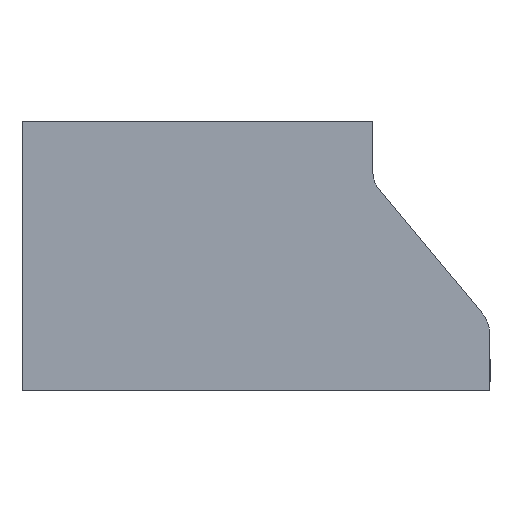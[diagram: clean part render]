
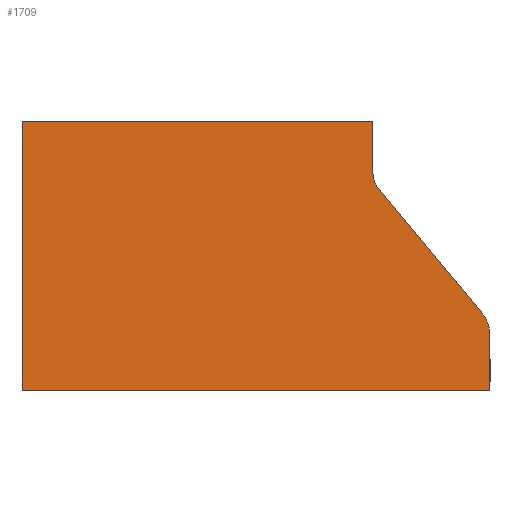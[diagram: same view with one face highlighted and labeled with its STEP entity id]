
A CAD part, front view. The second image highlights one B-rep face of the part: STEP entity #1709.
In plain terms, the highlighted planar face has unit normal (0, -1, 0).
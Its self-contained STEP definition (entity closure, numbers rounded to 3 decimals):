
#43 = AXIS2_PLACEMENT_3D ( 'NONE', #171, #164, #162 ) ;
#162 = DIRECTION ( 'NONE',  ( 0., 0., 1. ) ) ;
#164 = DIRECTION ( 'NONE',  ( 0., 1., 0. ) ) ;
#166 = PLANE ( 'NONE',  #43 ) ;
#171 = CARTESIAN_POINT ( 'NONE',  ( -170., 0., -44.501 ) ) ;
#176 = CARTESIAN_POINT ( 'NONE',  ( 550., 0., -182.603 ) ) ;
#205 = DIRECTION ( 'NONE',  ( 0., 0., 1. ) ) ;
#220 = CARTESIAN_POINT ( 'NONE',  ( 450., 0., 0. ) ) ;
#233 = DIRECTION ( 'NONE',  ( 0., 0., 1. ) ) ;
#275 = VERTEX_POINT ( 'NONE', #1300 ) ;
#304 = VERTEX_POINT ( 'NONE', #1303 ) ;
#307 = VERTEX_POINT ( 'NONE', #1217 ) ;
#314 = VERTEX_POINT ( 'NONE', #1206 ) ;
#323 = VERTEX_POINT ( 'NONE', #1228 ) ;
#347 = VERTEX_POINT ( 'NONE', #1287 ) ;
#349 = VERTEX_POINT ( 'NONE', #1335 ) ;
#351 = VERTEX_POINT ( 'NONE', #1159 ) ;
#370 = EDGE_LOOP ( 'NONE', ( #495, #496, #497, #498, #499, #500, #501, #502 ) ) ;
#495 = ORIENTED_EDGE ( 'NONE', *, *, #584, .F. ) ;
#496 = ORIENTED_EDGE ( 'NONE', *, *, #592, .F. ) ;
#497 = ORIENTED_EDGE ( 'NONE', *, *, #587, .F. ) ;
#498 = ORIENTED_EDGE ( 'NONE', *, *, #1665, .T. ) ;
#499 = ORIENTED_EDGE ( 'NONE', *, *, #593, .T. ) ;
#500 = ORIENTED_EDGE ( 'NONE', *, *, #594, .T. ) ;
#501 = ORIENTED_EDGE ( 'NONE', *, *, #595, .T. ) ;
#502 = ORIENTED_EDGE ( 'NONE', *, *, #1684, .T. ) ;
#570 = AXIS2_PLACEMENT_3D ( 'NONE', #1264, #1291, #1290 ) ;
#571 = AXIS2_PLACEMENT_3D ( 'NONE', #1259, #1273, #1272 ) ;
#584 = EDGE_CURVE ( 'NONE', #349, #307, #1527, .T. ) ;
#587 = EDGE_CURVE ( 'NONE', #347, #351, #1535, .T. ) ;
#592 = EDGE_CURVE ( 'NONE', #351, #349, #1545, .T. ) ;
#593 = EDGE_CURVE ( 'NONE', #314, #304, #1547, .T. ) ;
#594 = EDGE_CURVE ( 'NONE', #304, #323, #1539, .T. ) ;
#595 = EDGE_CURVE ( 'NONE', #323, #275, #1550, .T. ) ;
#868 = LINE ( 'NONE', #176, #873 ) ;
#873 = VECTOR ( 'NONE', #205, 1000. ) ;
#898 = LINE ( 'NONE', #220, #905 ) ;
#905 = VECTOR ( 'NONE', #233, 1000. ) ;
#943 = FACE_OUTER_BOUND ( 'NONE', #370, .T. ) ;
#1159 = CARTESIAN_POINT ( 'NONE',  ( 150., 0., -230. ) ) ;
#1206 = CARTESIAN_POINT ( 'NONE',  ( 550., 0., -182.603 ) ) ;
#1217 = CARTESIAN_POINT ( 'NONE',  ( 450., 0., 0. ) ) ;
#1228 = CARTESIAN_POINT ( 'NONE',  ( 454.636, 0., -57.304 ) ) ;
#1254 = DIRECTION ( 'NONE',  ( -0.64, 0., 0.768 ) ) ;
#1255 = CARTESIAN_POINT ( 'NONE',  ( 150., 0., 0. ) ) ;
#1259 = CARTESIAN_POINT ( 'NONE',  ( 520., 0., -182.603 ) ) ;
#1264 = CARTESIAN_POINT ( 'NONE',  ( 470., 0., -44.501 ) ) ;
#1265 = CARTESIAN_POINT ( 'NONE',  ( 454.636, 0., -57.304 ) ) ;
#1268 = DIRECTION ( 'NONE',  ( -1., 0., 0. ) ) ;
#1271 = DIRECTION ( 'NONE',  ( 0., 0., 1. ) ) ;
#1272 = DIRECTION ( 'NONE',  ( 0., 0., 1. ) ) ;
#1273 = DIRECTION ( 'NONE',  ( 0., -1., 0. ) ) ;
#1281 = CARTESIAN_POINT ( 'NONE',  ( -150., 0., 0. ) ) ;
#1287 = CARTESIAN_POINT ( 'NONE',  ( 550., 0., -230. ) ) ;
#1290 = DIRECTION ( 'NONE',  ( 0., 0., 1. ) ) ;
#1291 = DIRECTION ( 'NONE',  ( 0., 1., 0. ) ) ;
#1300 = CARTESIAN_POINT ( 'NONE',  ( 450., 0., -44.501 ) ) ;
#1303 = CARTESIAN_POINT ( 'NONE',  ( 543.047, 0., -163.398 ) ) ;
#1308 = CARTESIAN_POINT ( 'NONE',  ( -250., 0., -230. ) ) ;
#1310 = DIRECTION ( 'NONE',  ( 1., 0., 0. ) ) ;
#1335 = CARTESIAN_POINT ( 'NONE',  ( 150., 0., 0. ) ) ;
#1527 = LINE ( 'NONE', #1281, #1532 ) ;
#1532 = VECTOR ( 'NONE', #1310, 1000. ) ;
#1535 = LINE ( 'NONE', #1308, #1538 ) ;
#1538 = VECTOR ( 'NONE', #1268, 1000. ) ;
#1539 = LINE ( 'NONE', #1265, #1551 ) ;
#1545 = LINE ( 'NONE', #1255, #1548 ) ;
#1547 = CIRCLE ( 'NONE', #571, 30. ) ;
#1548 = VECTOR ( 'NONE', #1271, 1000. ) ;
#1550 = CIRCLE ( 'NONE', #570, 20. ) ;
#1551 = VECTOR ( 'NONE', #1254, 1000. ) ;
#1665 = EDGE_CURVE ( 'NONE', #347, #314, #868, .T. ) ;
#1684 = EDGE_CURVE ( 'NONE', #275, #307, #898, .T. ) ;
#1709 = ADVANCED_FACE ( 'NONE', ( #943 ), #166, .F. ) ;
